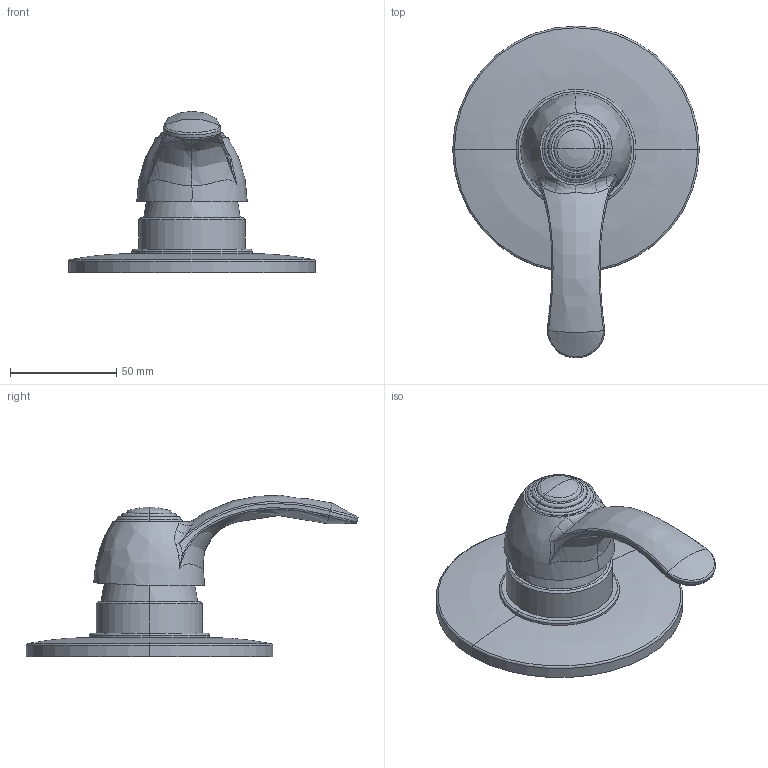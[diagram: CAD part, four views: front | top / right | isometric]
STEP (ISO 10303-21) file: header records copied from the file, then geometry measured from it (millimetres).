
FILE_DESCRIPTION((''),'2;1');
FILE_NAME('FA010CR','2021-11-09T15:58:34',('ut3'),('PAFFONI SpA'),'CREO PARAMETRIC BY PTC INC, 2020044','CREO PARAMETRIC BY PTC INC, 2020044','');
FILE_SCHEMA(('CONFIG_CONTROL_DESIGN','SHAPE_APPEARANCE_LAYERS_GROUPS'));
Length unit declared in the file: millimetre
Products named in the file (1): FA010CR
Bounding box: 116 x 156.12 x 75.91 mm (x, y, z)
Volume: 124291.9 mm3; surface area: 53427.3 mm2
Topology: 2 solids, 2 shells, 140 faces, 300 edges, 179 vertices
Faces by surface type: plane 35, bspline 35, cylinder 30, torus 20, cone 18, sphere 2
Entity records: 7274 total; most frequent: CARTESIAN_POINT 3326, DIRECTION 618, ORIENTED_EDGE 592, EDGE_CURVE 296, AXIS2_PLACEMENT_3D 267, VERTEX_POINT 179, CIRCLE 162, EDGE_LOOP 161
